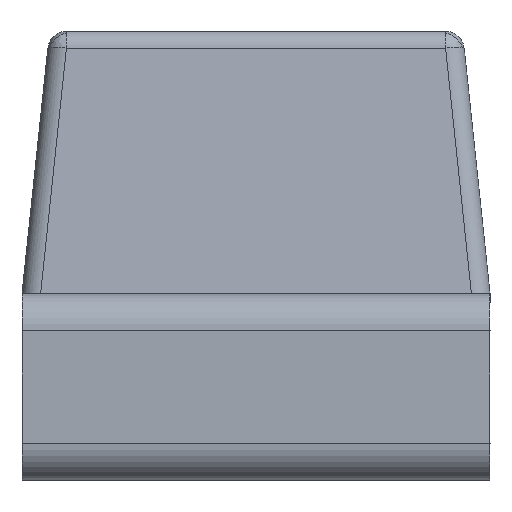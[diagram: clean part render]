
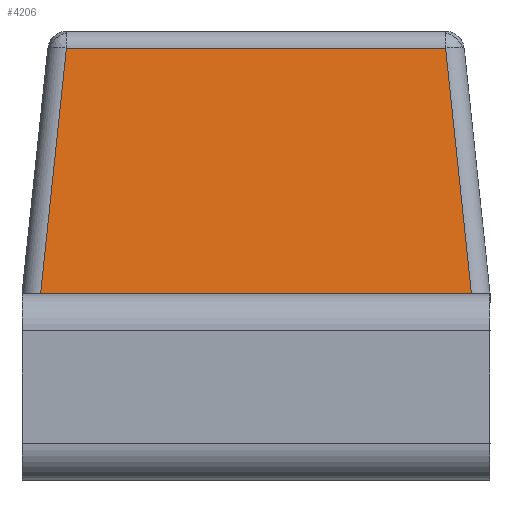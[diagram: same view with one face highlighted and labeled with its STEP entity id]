
A CAD part, front view. The second image highlights one B-rep face of the part: STEP entity #4206.
In plain terms, the highlighted planar face has unit normal (0, -0.995, 0.104).
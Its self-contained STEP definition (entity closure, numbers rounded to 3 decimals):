
#24 = CARTESIAN_POINT ( 'NONE',  ( -0.625, -0.7, 0.5 ) ) ;
#182 = CARTESIAN_POINT ( 'NONE',  ( 0.575, -0.7, 0.5 ) ) ;
#194 = LINE ( 'NONE', #3997, #1856 ) ;
#268 = LINE ( 'NONE', #287, #1961 ) ;
#287 = CARTESIAN_POINT ( 'NONE',  ( -0.527, -0.652, 0.96 ) ) ;
#341 = LINE ( 'NONE', #24, #3321 ) ;
#497 = EDGE_CURVE ( 'NONE', #2432, #2253, #4095, .T. ) ;
#560 = ORIENTED_EDGE ( 'NONE', *, *, #1616, .F. ) ;
#661 = CARTESIAN_POINT ( 'NONE',  ( 0.481, -0.663, 0.85 ) ) ;
#812 = CARTESIAN_POINT ( 'NONE',  ( -0.506, -0.631, 1.155 ) ) ;
#815 = CARTESIAN_POINT ( 'NONE',  ( 0.506, -0.631, 1.155 ) ) ;
#1100 = ORIENTED_EDGE ( 'NONE', *, *, #497, .F. ) ;
#1616 = EDGE_CURVE ( 'NONE', #2253, #2378, #341, .T. ) ;
#1759 = DIRECTION ( 'NONE',  ( 0., -0.995, 0.105 ) ) ;
#1856 = VECTOR ( 'NONE', #1976, 1000. ) ;
#1961 = VECTOR ( 'NONE', #3160, 1000. ) ;
#1976 = DIRECTION ( 'NONE',  ( -1., 0., 0. ) ) ;
#2207 = EDGE_LOOP ( 'NONE', ( #560, #1100, #2833, #3262 ) ) ;
#2234 = EDGE_CURVE ( 'NONE', #2432, #4130, #194, .T. ) ;
#2253 = VERTEX_POINT ( 'NONE', #182 ) ;
#2378 = VERTEX_POINT ( 'NONE', #2791 ) ;
#2432 = VERTEX_POINT ( 'NONE', #815 ) ;
#2433 = DIRECTION ( 'NONE',  ( -1., 0., 0. ) ) ;
#2459 = FACE_OUTER_BOUND ( 'NONE', #2207, .T. ) ;
#2791 = CARTESIAN_POINT ( 'NONE',  ( -0.575, -0.7, 0.5 ) ) ;
#2833 = ORIENTED_EDGE ( 'NONE', *, *, #2234, .T. ) ;
#3035 = CARTESIAN_POINT ( 'NONE',  ( 0.538, -0.662, 0.859 ) ) ;
#3072 = DIRECTION ( 'NONE',  ( 0.104, -0.104, -0.989 ) ) ;
#3138 = PLANE ( 'NONE',  #4032 ) ;
#3160 = DIRECTION ( 'NONE',  ( 0.104, 0.104, 0.989 ) ) ;
#3262 = ORIENTED_EDGE ( 'NONE', *, *, #4478, .F. ) ;
#3321 = VECTOR ( 'NONE', #2433, 1000. ) ;
#3829 = DIRECTION ( 'NONE',  ( 0., -0.105, -0.995 ) ) ;
#3997 = CARTESIAN_POINT ( 'NONE',  ( 0.481, -0.631, 1.155 ) ) ;
#4032 = AXIS2_PLACEMENT_3D ( 'NONE', #661, #1759, #3829 ) ;
#4095 = LINE ( 'NONE', #3035, #4179 ) ;
#4130 = VERTEX_POINT ( 'NONE', #812 ) ;
#4179 = VECTOR ( 'NONE', #3072, 1000. ) ;
#4206 = ADVANCED_FACE ( 'NONE', ( #2459 ), #3138, .T. ) ;
#4478 = EDGE_CURVE ( 'NONE', #2378, #4130, #268, .T. ) ;
